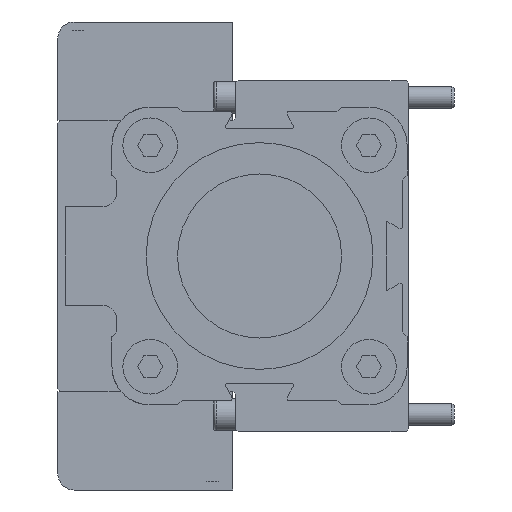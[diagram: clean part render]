
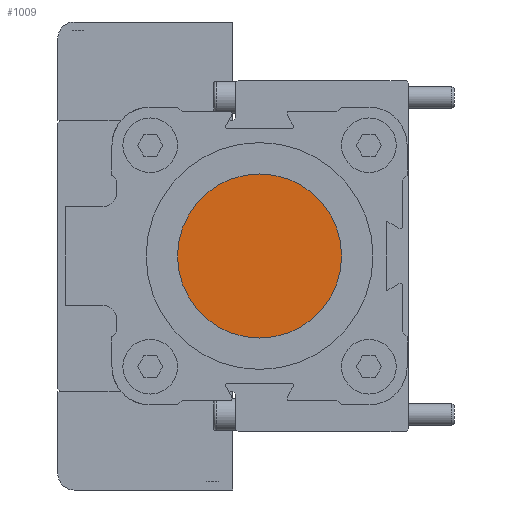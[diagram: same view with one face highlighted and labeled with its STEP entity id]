
A CAD part, left-side view. The second image highlights one B-rep face of the part: STEP entity #1009.
In plain terms, the highlighted planar face has unit normal (-1, 0, 0).
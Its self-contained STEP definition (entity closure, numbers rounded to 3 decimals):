
#1009 = ADVANCED_FACE( '', ( #2136 ), #2137, .T. );
#2136 = FACE_OUTER_BOUND( '', #3324, .T. );
#2137 = PLANE( '', #3325 );
#3324 = EDGE_LOOP( '', ( #6302 ) );
#3325 = AXIS2_PLACEMENT_3D( '', #6303, #6304, #6305 );
#6302 = ORIENTED_EDGE( '', *, *, #7282, .T. );
#6303 = CARTESIAN_POINT( '', ( -96.6, 0., 0. ) );
#6304 = DIRECTION( '', ( -1., 0., 0. ) );
#6305 = DIRECTION( '', ( 0., -1., 0. ) );
#7282 = EDGE_CURVE( '', #8921, #8921, #8922, .T. );
#8921 = VERTEX_POINT( '', #11140 );
#8922 = CIRCLE( '', #11141, 15. );
#11140 = CARTESIAN_POINT( '', ( -96.6, -15., 0. ) );
#11141 = AXIS2_PLACEMENT_3D( '', #13106, #13107, #13108 );
#13106 = CARTESIAN_POINT( '', ( -96.6, 0., 0. ) );
#13107 = DIRECTION( '', ( -1., 0., 0. ) );
#13108 = DIRECTION( '', ( 0., -1., 0. ) );
